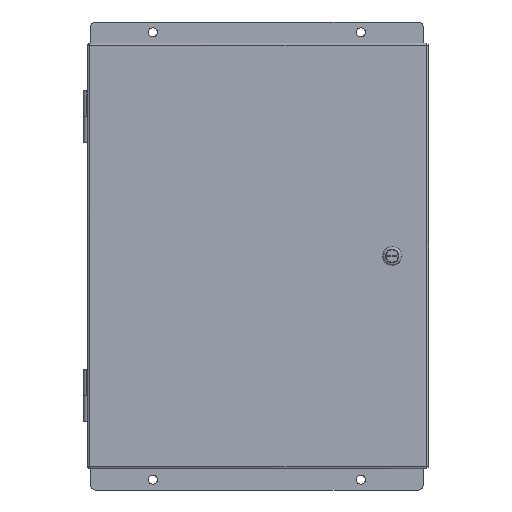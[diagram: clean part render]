
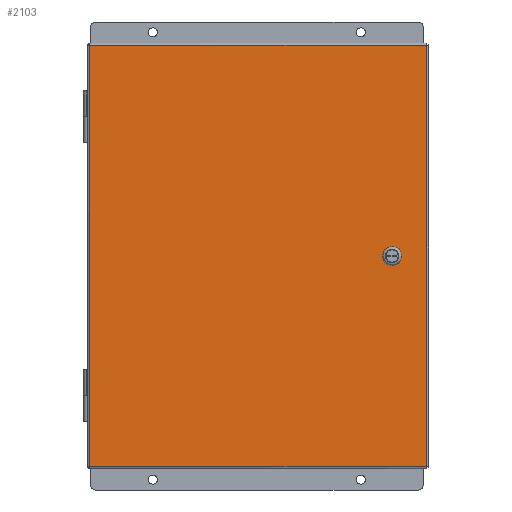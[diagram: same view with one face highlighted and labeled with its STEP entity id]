
A CAD part, front view. The second image highlights one B-rep face of the part: STEP entity #2103.
In plain terms, the highlighted planar face has unit normal (0, -1, 0).
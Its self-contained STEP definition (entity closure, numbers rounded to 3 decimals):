
#2103 = ADVANCED_FACE( '', ( #4879, #4880 ), #4881, .T. );
#4879 = FACE_BOUND( '', #16487, .T. );
#4880 = FACE_OUTER_BOUND( '', #16488, .T. );
#4881 = PLANE( '', #16489 );
#16487 = EDGE_LOOP( '', ( #43150, #43151, #43152, #43153 ) );
#16488 = EDGE_LOOP( '', ( #43154, #43155, #43156, #43157 ) );
#16489 = AXIS2_PLACEMENT_3D( '', #43158, #43159, #43160 );
#43150 = ORIENTED_EDGE( '', *, *, #53661, .F. );
#43151 = ORIENTED_EDGE( '', *, *, #53662, .F. );
#43152 = ORIENTED_EDGE( '', *, *, #53663, .F. );
#43153 = ORIENTED_EDGE( '', *, *, #52872, .F. );
#43154 = ORIENTED_EDGE( '', *, *, #53664, .T. );
#43155 = ORIENTED_EDGE( '', *, *, #53665, .F. );
#43156 = ORIENTED_EDGE( '', *, *, #53326, .F. );
#43157 = ORIENTED_EDGE( '', *, *, #53666, .F. );
#43158 = CARTESIAN_POINT( '', ( 0., 0., 0. ) );
#43159 = DIRECTION( '', ( 0., -1., 0. ) );
#43160 = DIRECTION( '', ( 0., 0., -1. ) );
#52872 = EDGE_CURVE( '', #56966, #56968, #56969, .T. );
#53326 = EDGE_CURVE( '', #57098, #57756, #57757, .T. );
#53661 = EDGE_CURVE( '', #58294, #56966, #58295, .T. );
#53662 = EDGE_CURVE( '', #58296, #58294, #58297, .T. );
#53663 = EDGE_CURVE( '', #56968, #58296, #58298, .T. );
#53664 = EDGE_CURVE( '', #58299, #58300, #58301, .T. );
#53665 = EDGE_CURVE( '', #57756, #58300, #58302, .T. );
#53666 = EDGE_CURVE( '', #58299, #57098, #58303, .T. );
#56966 = VERTEX_POINT( '', #63340 );
#56968 = VERTEX_POINT( '', #63343 );
#56969 = LINE( '', #63344, #63345 );
#57098 = VERTEX_POINT( '', #63566 );
#57756 = VERTEX_POINT( '', #65202 );
#57757 = LINE( '', #65203, #65204 );
#58294 = VERTEX_POINT( '', #66793 );
#58295 = CIRCLE( '', #66794, 9.716 );
#58296 = VERTEX_POINT( '', #66795 );
#58297 = LINE( '', #66796, #66797 );
#58298 = CIRCLE( '', #66798, 9.716 );
#58299 = VERTEX_POINT( '', #66799 );
#58300 = VERTEX_POINT( '', #66800 );
#58301 = LINE( '', #66801, #66802 );
#58302 = LINE( '', #66803, #66804 );
#58303 = LINE( '', #66805, #66806 );
#63340 = CARTESIAN_POINT( '', ( 171.958, 0., -5.322 ) );
#63343 = CARTESIAN_POINT( '', ( 171.958, 0., 5.322 ) );
#63344 = CARTESIAN_POINT( '', ( 171.958, 0., -5.322 ) );
#63345 = VECTOR( '', #76824, 1000. );
#63566 = CARTESIAN_POINT( '', ( 205.562, 0., -257.162 ) );
#65202 = CARTESIAN_POINT( '', ( -205.562, 0., -257.162 ) );
#65203 = CARTESIAN_POINT( '', ( 205.562, 0., -257.162 ) );
#65204 = VECTOR( '', #77196, 1000. );
#66793 = CARTESIAN_POINT( '', ( 155.702, 0., -5.322 ) );
#66794 = AXIS2_PLACEMENT_3D( '', #77425, #77426, #77427 );
#66795 = CARTESIAN_POINT( '', ( 155.702, 0., 5.322 ) );
#66796 = CARTESIAN_POINT( '', ( 155.702, 0., -5.322 ) );
#66797 = VECTOR( '', #77428, 1000. );
#66798 = AXIS2_PLACEMENT_3D( '', #77429, #77430, #77431 );
#66799 = CARTESIAN_POINT( '', ( 205.562, 0., 257.162 ) );
#66800 = CARTESIAN_POINT( '', ( -205.562, 0., 257.162 ) );
#66801 = CARTESIAN_POINT( '', ( -205.562, 0., 257.162 ) );
#66802 = VECTOR( '', #77432, 1000. );
#66803 = CARTESIAN_POINT( '', ( -205.562, 0., -257.162 ) );
#66804 = VECTOR( '', #77433, 1000. );
#66805 = CARTESIAN_POINT( '', ( 205.562, 0., 257.162 ) );
#66806 = VECTOR( '', #77434, 1000. );
#76824 = DIRECTION( '', ( 0., 0., 1. ) );
#77196 = DIRECTION( '', ( -1., 0., 0. ) );
#77425 = CARTESIAN_POINT( '', ( 163.83, 0., 0. ) );
#77426 = DIRECTION( '', ( 0., -1., 0. ) );
#77427 = DIRECTION( '', ( -1., 0., 0. ) );
#77428 = DIRECTION( '', ( 0., 0., -1. ) );
#77429 = CARTESIAN_POINT( '', ( 163.83, 0., 0. ) );
#77430 = DIRECTION( '', ( 0., -1., 0. ) );
#77431 = DIRECTION( '', ( -1., 0., 0. ) );
#77432 = DIRECTION( '', ( -1., 0., 0. ) );
#77433 = DIRECTION( '', ( 0., 0., 1. ) );
#77434 = DIRECTION( '', ( 0., 0., -1. ) );
